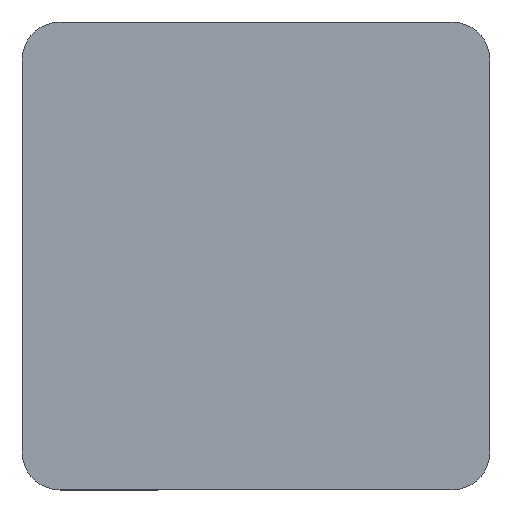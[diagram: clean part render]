
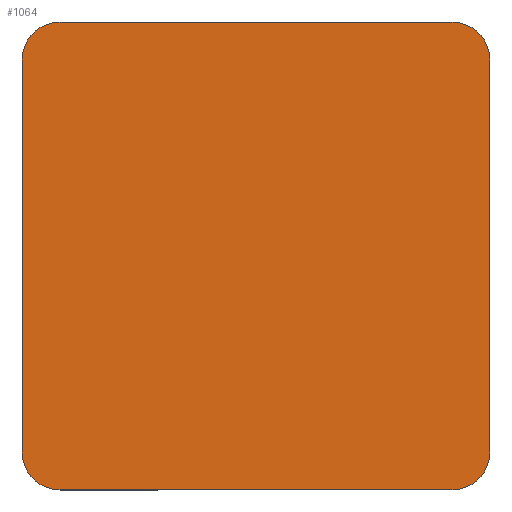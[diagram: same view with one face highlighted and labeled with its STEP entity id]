
A CAD part, top view. The second image highlights one B-rep face of the part: STEP entity #1064.
In plain terms, the highlighted planar face has unit normal (0, 0, 1).
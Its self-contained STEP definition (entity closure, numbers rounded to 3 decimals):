
#1 = LINE ( 'NONE', #99, #1172 ) ;
#9 = AXIS2_PLACEMENT_3D ( 'NONE', #1141, #105, #194 ) ;
#16 = EDGE_CURVE ( 'NONE', #905, #641, #803, .T. ) ;
#18 = PLANE ( 'NONE',  #822 ) ;
#38 = DIRECTION ( 'NONE',  ( 0., -1., 0. ) ) ;
#47 = VERTEX_POINT ( 'NONE', #740 ) ;
#60 = DIRECTION ( 'NONE',  ( 0., 1., 0. ) ) ;
#62 = CARTESIAN_POINT ( 'NONE',  ( 30.75, -25.75, 1.5 ) ) ;
#99 = CARTESIAN_POINT ( 'NONE',  ( 25.75, -30.75, 1.5 ) ) ;
#105 = DIRECTION ( 'NONE',  ( 0., 0., 1. ) ) ;
#137 = VECTOR ( 'NONE', #60, 1000. ) ;
#161 = EDGE_CURVE ( 'NONE', #883, #1132, #554, .T. ) ;
#174 = ORIENTED_EDGE ( 'NONE', *, *, #1073, .T. ) ;
#188 = CARTESIAN_POINT ( 'NONE',  ( 25.75, -25.75, 1.5 ) ) ;
#194 = DIRECTION ( 'NONE',  ( -1., 0., 0. ) ) ;
#196 = ORIENTED_EDGE ( 'NONE', *, *, #634, .T. ) ;
#221 = CARTESIAN_POINT ( 'NONE',  ( -25.75, 25.75, 1.5 ) ) ;
#237 = DIRECTION ( 'NONE',  ( 1., 0., 0. ) ) ;
#315 = CARTESIAN_POINT ( 'NONE',  ( -25.75, -30.75, 1.5 ) ) ;
#316 = EDGE_CURVE ( 'NONE', #376, #883, #1177, .T. ) ;
#328 = CARTESIAN_POINT ( 'NONE',  ( 30.75, -25.75, 1.5 ) ) ;
#330 = CARTESIAN_POINT ( 'NONE',  ( 25.75, -25.75, 1.5 ) ) ;
#333 = ORIENTED_EDGE ( 'NONE', *, *, #316, .T. ) ;
#340 = EDGE_LOOP ( 'NONE', ( #886, #743, #989, #333, #738, #572, #196, #174 ) ) ;
#345 = CARTESIAN_POINT ( 'NONE',  ( 25.75, 30.75, 1.5 ) ) ;
#376 = VERTEX_POINT ( 'NONE', #345 ) ;
#379 = AXIS2_PLACEMENT_3D ( 'NONE', #330, #798, #237 ) ;
#386 = AXIS2_PLACEMENT_3D ( 'NONE', #389, #770, #1054 ) ;
#389 = CARTESIAN_POINT ( 'NONE',  ( 25.75, 25.75, 1.5 ) ) ;
#491 = CARTESIAN_POINT ( 'NONE',  ( 30.75, 25.75, 1.5 ) ) ;
#534 = CIRCLE ( 'NONE', #9, 5. ) ;
#554 = CIRCLE ( 'NONE', #960, 5. ) ;
#572 = ORIENTED_EDGE ( 'NONE', *, *, #688, .T. ) ;
#590 = VECTOR ( 'NONE', #801, 1000. ) ;
#621 = CARTESIAN_POINT ( 'NONE',  ( 25.75, 30.75, 1.5 ) ) ;
#634 = EDGE_CURVE ( 'NONE', #1175, #769, #534, .T. ) ;
#641 = VERTEX_POINT ( 'NONE', #491 ) ;
#688 = EDGE_CURVE ( 'NONE', #1132, #1175, #885, .T. ) ;
#703 = CARTESIAN_POINT ( 'NONE',  ( -30.75, 25.75, 1.5 ) ) ;
#732 = EDGE_CURVE ( 'NONE', #47, #905, #773, .T. ) ;
#738 = ORIENTED_EDGE ( 'NONE', *, *, #161, .T. ) ;
#740 = CARTESIAN_POINT ( 'NONE',  ( 25.75, -30.75, 1.5 ) ) ;
#743 = ORIENTED_EDGE ( 'NONE', *, *, #16, .T. ) ;
#769 = VERTEX_POINT ( 'NONE', #315 ) ;
#770 = DIRECTION ( 'NONE',  ( 0., 0., 1. ) ) ;
#773 = CIRCLE ( 'NONE', #379, 5. ) ;
#798 = DIRECTION ( 'NONE',  ( 0., 0., 1. ) ) ;
#801 = DIRECTION ( 'NONE',  ( -1., 0., 0. ) ) ;
#803 = LINE ( 'NONE', #328, #137 ) ;
#822 = AXIS2_PLACEMENT_3D ( 'NONE', #188, #1140, #953 ) ;
#883 = VERTEX_POINT ( 'NONE', #1117 ) ;
#884 = FACE_OUTER_BOUND ( 'NONE', #340, .T. ) ;
#885 = LINE ( 'NONE', #1196, #959 ) ;
#886 = ORIENTED_EDGE ( 'NONE', *, *, #732, .T. ) ;
#905 = VERTEX_POINT ( 'NONE', #62 ) ;
#953 = DIRECTION ( 'NONE',  ( 1., 0., 0. ) ) ;
#959 = VECTOR ( 'NONE', #38, 1000. ) ;
#960 = AXIS2_PLACEMENT_3D ( 'NONE', #221, #1133, #1159 ) ;
#989 = ORIENTED_EDGE ( 'NONE', *, *, #1081, .T. ) ;
#1016 = CIRCLE ( 'NONE', #386, 5. ) ;
#1054 = DIRECTION ( 'NONE',  ( 1., 0., 0. ) ) ;
#1064 = ADVANCED_FACE ( 'NONE', ( #884 ), #18, .T. ) ;
#1073 = EDGE_CURVE ( 'NONE', #769, #47, #1, .T. ) ;
#1081 = EDGE_CURVE ( 'NONE', #641, #376, #1016, .T. ) ;
#1117 = CARTESIAN_POINT ( 'NONE',  ( -25.75, 30.75, 1.5 ) ) ;
#1132 = VERTEX_POINT ( 'NONE', #703 ) ;
#1133 = DIRECTION ( 'NONE',  ( 0., 0., 1. ) ) ;
#1140 = DIRECTION ( 'NONE',  ( 0., 0., 1. ) ) ;
#1141 = CARTESIAN_POINT ( 'NONE',  ( -25.75, -25.75, 1.5 ) ) ;
#1147 = DIRECTION ( 'NONE',  ( 1., 0., 0. ) ) ;
#1159 = DIRECTION ( 'NONE',  ( 1., 0., 0. ) ) ;
#1172 = VECTOR ( 'NONE', #1147, 1000. ) ;
#1175 = VERTEX_POINT ( 'NONE', #1179 ) ;
#1177 = LINE ( 'NONE', #621, #590 ) ;
#1179 = CARTESIAN_POINT ( 'NONE',  ( -30.75, -25.75, 1.5 ) ) ;
#1196 = CARTESIAN_POINT ( 'NONE',  ( -30.75, -25.75, 1.5 ) ) ;
